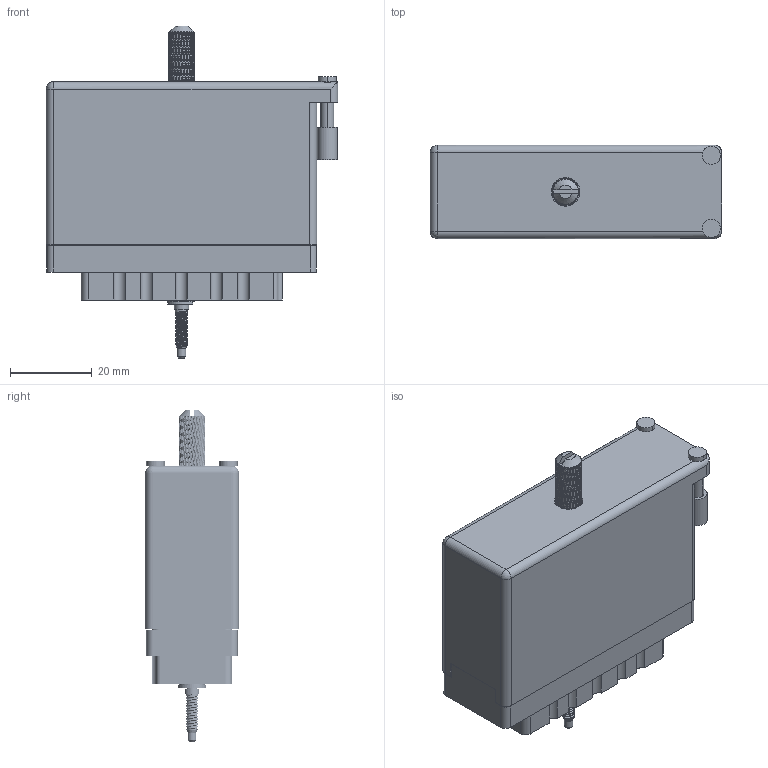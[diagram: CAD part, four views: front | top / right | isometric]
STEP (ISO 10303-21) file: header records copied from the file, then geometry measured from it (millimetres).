
FILE_DESCRIPTION (( 'STEP AP203' ), '1' );
FILE_NAME ('516-056-501-455.STEP', '2020-09-08T16:56:03', ( '' ), ( '' ), 'SwSTEP 2.0', 'SolidWorks 2020', '' );
FILE_SCHEMA (( 'CONFIG_CONTROL_DESIGN' ));
Length unit declared in the file: inch
Products named in the file (9): 516-250-038-111; 516-253-035-100; 516-292-001_501 Contact; 516-230-001_Metal - 056 Side Entry; 516-253-138-107; Actuating Screw Assy 038-056; 516-056-501-455; 516-251-035-100; 516 Part Receptacle_056
Assembly tree (64 placements, depth 3):
  516-056-501-455
    516 Part Receptacle_056
    516-292-001_501 Contact  x56
    516-230-001_Metal - 056 Side Entry
    Actuating Screw Assy 038-056
      516-251-035-100
      516-253-035-100  x2
      516-253-138-107
      516-250-038-111
Bounding box: 71.12 x 22.83 x 81.03 mm (x, y, z)
Volume: 28974.4 mm3; surface area: 48734.4 mm2
Topology: 63 solids, 63 shells, 6760 faces, 18555 edges, 11940 vertices
Faces by surface type: plane 3298, cylinder 2098, bspline 1342, cone 20, sphere 2
Entity records: 116022 total; most frequent: CARTESIAN_POINT 56794, ORIENTED_EDGE 14202, DIRECTION 9346, EDGE_CURVE 7101, VERTEX_POINT 4342, VECTOR 3132, LINE 3132, AXIS2_PLACEMENT_3D 3107
